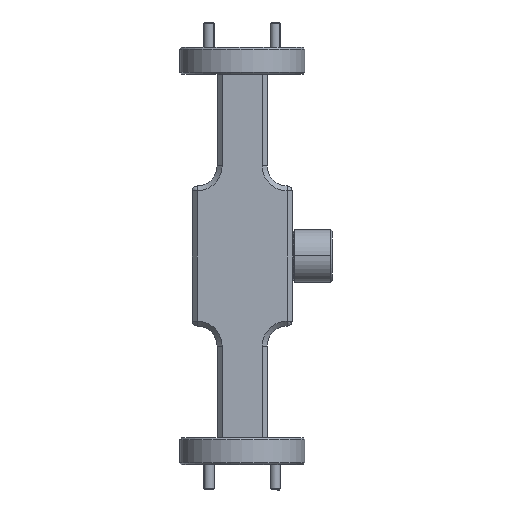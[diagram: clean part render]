
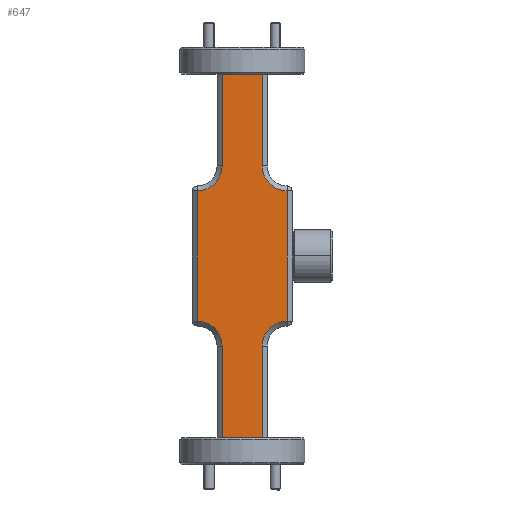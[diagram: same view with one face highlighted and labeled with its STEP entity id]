
A CAD part, front view. The second image highlights one B-rep face of the part: STEP entity #647.
In plain terms, the highlighted planar face has unit normal (0, -1, 0).
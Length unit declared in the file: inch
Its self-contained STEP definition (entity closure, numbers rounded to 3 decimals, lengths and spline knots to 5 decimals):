
#29 = EDGE_CURVE ( 'NONE', #1088, #2209, #3975, .T. ) ;
#62 = CARTESIAN_POINT ( 'NONE',  ( -0.12, -0.15, 1.09 ) ) ;
#378 = ORIENTED_EDGE ( 'NONE', *, *, #5349, .T. ) ;
#383 = CARTESIAN_POINT ( 'NONE',  ( -0.12, -0.15, -1.25 ) ) ;
#441 = CARTESIAN_POINT ( 'NONE',  ( 0.27, -0.15, 0.39 ) ) ;
#647 = ADVANCED_FACE ( 'NONE', ( #3156 ), #4023, .F. ) ;
#702 = CARTESIAN_POINT ( 'NONE',  ( 0.27, -0.15, 0.54 ) ) ;
#902 = LINE ( 'NONE', #5407, #6382 ) ;
#945 = ORIENTED_EDGE ( 'NONE', *, *, #7566, .T. ) ;
#1048 = ORIENTED_EDGE ( 'NONE', *, *, #8175, .T. ) ;
#1088 = VERTEX_POINT ( 'NONE', #10365 ) ;
#1119 = CARTESIAN_POINT ( 'NONE',  ( -0.12, -0.15, -1.25 ) ) ;
#1168 = DIRECTION ( 'NONE',  ( 0., 0., 1. ) ) ;
#1204 = VECTOR ( 'NONE', #7027, 39.37008 ) ;
#1334 = ORIENTED_EDGE ( 'NONE', *, *, #8260, .T. ) ;
#1779 = ORIENTED_EDGE ( 'NONE', *, *, #9374, .F. ) ;
#1922 = EDGE_CURVE ( 'NONE', #8355, #3843, #6117, .T. ) ;
#1941 = EDGE_CURVE ( 'NONE', #5404, #6421, #9389, .T. ) ;
#2104 = CARTESIAN_POINT ( 'NONE',  ( 0.12, -0.15, -1.25 ) ) ;
#2106 = VERTEX_POINT ( 'NONE', #5795 ) ;
#2192 = DIRECTION ( 'NONE',  ( 1., 0., 0. ) ) ;
#2196 = VERTEX_POINT ( 'NONE', #8629 ) ;
#2209 = VERTEX_POINT ( 'NONE', #6845 ) ;
#2252 = VERTEX_POINT ( 'NONE', #441 ) ;
#2329 = EDGE_CURVE ( 'NONE', #6621, #11604, #902, .T. ) ;
#2402 = DIRECTION ( 'NONE',  ( 0., 1., 0. ) ) ;
#2417 = CARTESIAN_POINT ( 'NONE',  ( 0.27, -0.15, 0.39 ) ) ;
#2520 = CARTESIAN_POINT ( 'NONE',  ( 0.15, -0.15, -1.09 ) ) ;
#2948 = CARTESIAN_POINT ( 'NONE',  ( 0.27, -0.15, -0.39 ) ) ;
#3156 = FACE_OUTER_BOUND ( 'NONE', #7130, .T. ) ;
#3222 = CARTESIAN_POINT ( 'NONE',  ( 0.15, -0.15, 1.09 ) ) ;
#3434 = LINE ( 'NONE', #2520, #11137 ) ;
#3724 = AXIS2_PLACEMENT_3D ( 'NONE', #11782, #7154, #10870 ) ;
#3733 = CARTESIAN_POINT ( 'NONE',  ( -0.27, -0.15, -0.39 ) ) ;
#3760 = CARTESIAN_POINT ( 'NONE',  ( 0.12, -0.15, -1.25 ) ) ;
#3843 = VERTEX_POINT ( 'NONE', #9130 ) ;
#3975 = LINE ( 'NONE', #1119, #8078 ) ;
#4023 = PLANE ( 'NONE',  #9796 ) ;
#4199 = CARTESIAN_POINT ( 'NONE',  ( 0.27, -0.15, -0.54 ) ) ;
#4656 = LINE ( 'NONE', #2104, #7401 ) ;
#4671 = VECTOR ( 'NONE', #2192, 39.37008 ) ;
#4840 = CIRCLE ( 'NONE', #6446, 0.15 ) ;
#4910 = LINE ( 'NONE', #3760, #6803 ) ;
#5349 = EDGE_CURVE ( 'NONE', #2252, #2106, #6248, .T. ) ;
#5404 = VERTEX_POINT ( 'NONE', #8162 ) ;
#5407 = CARTESIAN_POINT ( 'NONE',  ( -0.27, -0.15, -0.39 ) ) ;
#5641 = ORIENTED_EDGE ( 'NONE', *, *, #29, .T. ) ;
#5795 = CARTESIAN_POINT ( 'NONE',  ( 0.12, -0.15, 0.54 ) ) ;
#5823 = DIRECTION ( 'NONE',  ( 0., 0., -1. ) ) ;
#5947 = DIRECTION ( 'NONE',  ( 0., 1., 0. ) ) ;
#6076 = DIRECTION ( 'NONE',  ( -1., 0., 0. ) ) ;
#6117 = LINE ( 'NONE', #3222, #4671 ) ;
#6248 = CIRCLE ( 'NONE', #7816, 0.15 ) ;
#6382 = VECTOR ( 'NONE', #9054, 39.37008 ) ;
#6385 = DIRECTION ( 'NONE',  ( 0., 0., 1. ) ) ;
#6421 = VERTEX_POINT ( 'NONE', #2948 ) ;
#6428 = ORIENTED_EDGE ( 'NONE', *, *, #9900, .T. ) ;
#6446 = AXIS2_PLACEMENT_3D ( 'NONE', #9757, #5947, #7132 ) ;
#6621 = VERTEX_POINT ( 'NONE', #7431 ) ;
#6669 = DIRECTION ( 'NONE',  ( 0., 0., 1. ) ) ;
#6803 = VECTOR ( 'NONE', #6669, 39.37008 ) ;
#6845 = CARTESIAN_POINT ( 'NONE',  ( -0.12, -0.15, -1.09 ) ) ;
#7027 = DIRECTION ( 'NONE',  ( 0., 0., 1. ) ) ;
#7130 = EDGE_LOOP ( 'NONE', ( #1779, #6428, #11081, #1048, #378, #11480, #8563, #945, #1334, #9542, #11184, #5641 ) ) ;
#7132 = DIRECTION ( 'NONE',  ( 0., 0., 1. ) ) ;
#7154 = DIRECTION ( 'NONE',  ( 0., 1., 0. ) ) ;
#7401 = VECTOR ( 'NONE', #11165, 39.37008 ) ;
#7431 = CARTESIAN_POINT ( 'NONE',  ( -0.27, -0.15, 0.39 ) ) ;
#7566 = EDGE_CURVE ( 'NONE', #8355, #2196, #8756, .T. ) ;
#7816 = AXIS2_PLACEMENT_3D ( 'NONE', #702, #2402, #6385 ) ;
#8078 = VECTOR ( 'NONE', #5823, 39.37008 ) ;
#8162 = CARTESIAN_POINT ( 'NONE',  ( 0.12, -0.15, -0.54 ) ) ;
#8175 = EDGE_CURVE ( 'NONE', #6421, #2252, #9715, .T. ) ;
#8260 = EDGE_CURVE ( 'NONE', #2196, #6621, #9998, .T. ) ;
#8274 = CARTESIAN_POINT ( 'NONE',  ( 0.12, -0.15, -1.09 ) ) ;
#8355 = VERTEX_POINT ( 'NONE', #62 ) ;
#8563 = ORIENTED_EDGE ( 'NONE', *, *, #1922, .F. ) ;
#8629 = CARTESIAN_POINT ( 'NONE',  ( -0.12, -0.15, 0.54 ) ) ;
#8756 = LINE ( 'NONE', #383, #9108 ) ;
#9009 = DIRECTION ( 'NONE',  ( 0., 0., 1. ) ) ;
#9054 = DIRECTION ( 'NONE',  ( 0., 0., -1. ) ) ;
#9108 = VECTOR ( 'NONE', #9728, 39.37008 ) ;
#9130 = CARTESIAN_POINT ( 'NONE',  ( 0.12, -0.15, 1.09 ) ) ;
#9374 = EDGE_CURVE ( 'NONE', #11939, #2209, #3434, .T. ) ;
#9389 = CIRCLE ( 'NONE', #11517, 0.15 ) ;
#9542 = ORIENTED_EDGE ( 'NONE', *, *, #2329, .T. ) ;
#9670 = DIRECTION ( 'NONE',  ( 0., 1., 0. ) ) ;
#9715 = LINE ( 'NONE', #2417, #1204 ) ;
#9728 = DIRECTION ( 'NONE',  ( 0., 0., -1. ) ) ;
#9734 = CARTESIAN_POINT ( 'NONE',  ( 0.15, -0.15, -1.25 ) ) ;
#9757 = CARTESIAN_POINT ( 'NONE',  ( -0.27, -0.15, -0.54 ) ) ;
#9796 = AXIS2_PLACEMENT_3D ( 'NONE', #9734, #11616, #1168 ) ;
#9900 = EDGE_CURVE ( 'NONE', #11939, #5404, #4910, .T. ) ;
#9998 = CIRCLE ( 'NONE', #3724, 0.15 ) ;
#10147 = EDGE_CURVE ( 'NONE', #2106, #3843, #4656, .T. ) ;
#10365 = CARTESIAN_POINT ( 'NONE',  ( -0.12, -0.15, -0.54 ) ) ;
#10818 = EDGE_CURVE ( 'NONE', #11604, #1088, #4840, .T. ) ;
#10870 = DIRECTION ( 'NONE',  ( 0., 0., 1. ) ) ;
#11081 = ORIENTED_EDGE ( 'NONE', *, *, #1941, .T. ) ;
#11137 = VECTOR ( 'NONE', #6076, 39.37008 ) ;
#11165 = DIRECTION ( 'NONE',  ( 0., 0., 1. ) ) ;
#11184 = ORIENTED_EDGE ( 'NONE', *, *, #10818, .T. ) ;
#11480 = ORIENTED_EDGE ( 'NONE', *, *, #10147, .T. ) ;
#11517 = AXIS2_PLACEMENT_3D ( 'NONE', #4199, #9670, #9009 ) ;
#11604 = VERTEX_POINT ( 'NONE', #3733 ) ;
#11616 = DIRECTION ( 'NONE',  ( 0., 1., 0. ) ) ;
#11782 = CARTESIAN_POINT ( 'NONE',  ( -0.27, -0.15, 0.54 ) ) ;
#11939 = VERTEX_POINT ( 'NONE', #8274 ) ;
